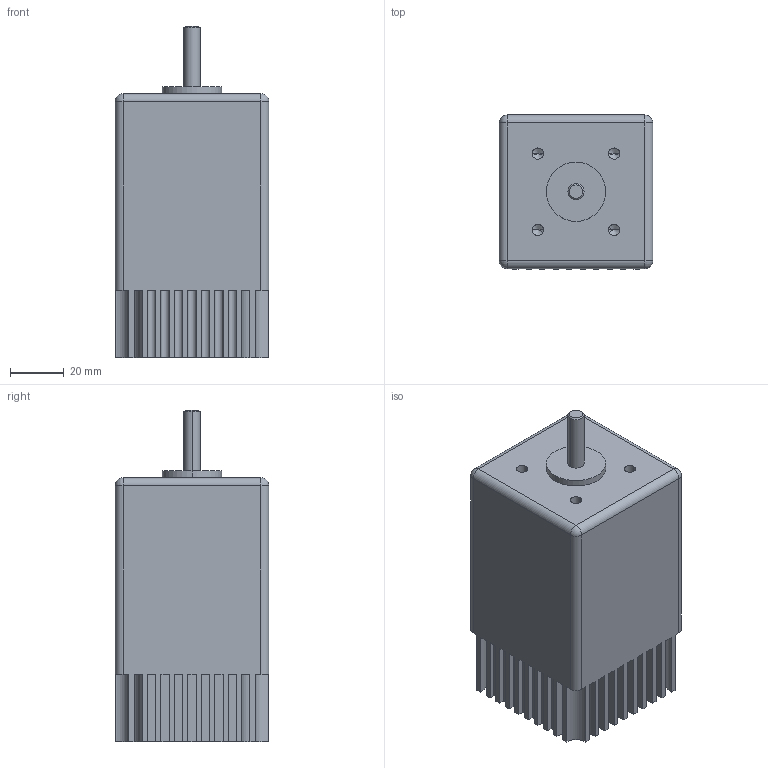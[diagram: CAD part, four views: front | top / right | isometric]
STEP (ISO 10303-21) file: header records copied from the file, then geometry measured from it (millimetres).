
FILE_DESCRIPTION (( 'STEP AP214' ), '1' );
FILE_NAME ('BLDC MOTOR.STEP', '2025-05-23T01:34:14', ( '' ), ( '' ), 'SwSTEP 2.0', 'SolidWorks 2024', '' );
FILE_SCHEMA (( 'AUTOMOTIVE_DESIGN' ));
Length unit declared in the file: millimetre
Products named in the file (1): BLDC MOTOR
Bounding box: 57 x 57 x 123 mm (x, y, z)
Volume: 293594.8 mm3; surface area: 43553.9 mm2
Topology: 1 solids, 1 shells, 150 faces, 420 edges, 266 vertices
Faces by surface type: plane 90, cylinder 46, cone 10, sphere 4
Entity records: 4725 total; most frequent: CARTESIAN_POINT 825, ORIENTED_EDGE 816, DIRECTION 804, EDGE_CURVE 408, VECTOR 314, LINE 314, VERTEX_POINT 266, AXIS2_PLACEMENT_3D 245
